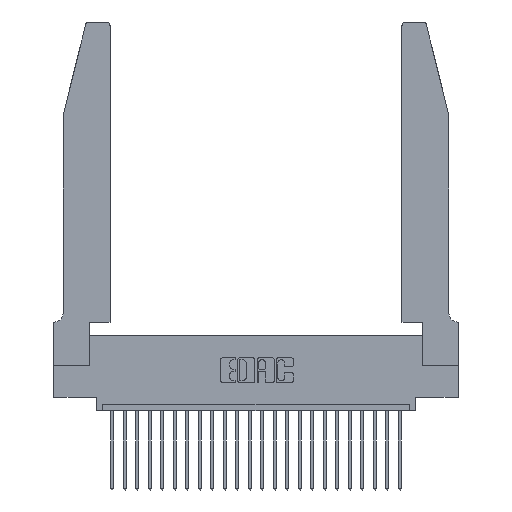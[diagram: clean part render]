
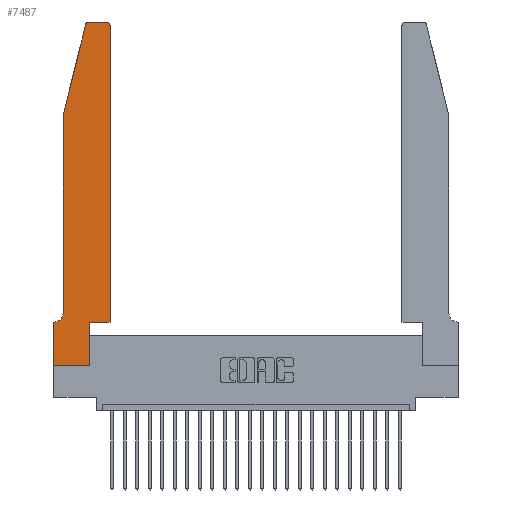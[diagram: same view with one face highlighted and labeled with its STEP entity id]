
A CAD part, top view. The second image highlights one B-rep face of the part: STEP entity #7487.
In plain terms, the highlighted planar face has unit normal (0, 0, 1).
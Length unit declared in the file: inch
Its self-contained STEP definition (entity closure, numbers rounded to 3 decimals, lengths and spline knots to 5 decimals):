
#161 = ORIENTED_EDGE ( 'NONE', *, *, #18559, .T. ) ;
#237 = CARTESIAN_POINT ( 'NONE',  ( 0.2865, 0.35, 0.37 ) ) ;
#254 = VERTEX_POINT ( 'NONE', #25293 ) ;
#313 = LINE ( 'NONE', #24987, #13523 ) ;
#408 = CARTESIAN_POINT ( 'NONE',  ( 0., 0., 0.37 ) ) ;
#512 = CARTESIAN_POINT ( 'NONE',  ( 0.0055, 0.35, 0.37 ) ) ;
#912 = DIRECTION ( 'NONE',  ( 0., -1., 0. ) ) ;
#1394 = VERTEX_POINT ( 'NONE', #512 ) ;
#1497 = ORIENTED_EDGE ( 'NONE', *, *, #3652, .T. ) ;
#1605 = VECTOR ( 'NONE', #11314, 39.37008 ) ;
#1743 = CARTESIAN_POINT ( 'NONE',  ( 0., 0., 0.37 ) ) ;
#1966 = VERTEX_POINT ( 'NONE', #24384 ) ;
#2078 = EDGE_CURVE ( 'NONE', #254, #15413, #8913, .T. ) ;
#2097 = VECTOR ( 'NONE', #14540, 39.37008 ) ;
#2184 = LINE ( 'NONE', #17121, #16622 ) ;
#2672 = LINE ( 'NONE', #237, #22846 ) ;
#2744 = VERTEX_POINT ( 'NONE', #24743 ) ;
#2962 = DIRECTION ( 'NONE',  ( -1., 0., 0. ) ) ;
#3272 = DIRECTION ( 'NONE',  ( -0.239, -0.971, 0. ) ) ;
#3439 = VECTOR ( 'NONE', #2962, 39.37008 ) ;
#3628 = EDGE_CURVE ( 'NONE', #24121, #16859, #13855, .T. ) ;
#3640 = AXIS2_PLACEMENT_3D ( 'NONE', #22354, #18573, #20470 ) ;
#3652 = EDGE_CURVE ( 'NONE', #2744, #24121, #13248, .T. ) ;
#3773 = ORIENTED_EDGE ( 'NONE', *, *, #19177, .T. ) ;
#3925 = VERTEX_POINT ( 'NONE', #6526 ) ;
#4053 = EDGE_LOOP ( 'NONE', ( #10063, #9691, #16857, #18290, #3773, #5624, #15733, #14089, #7952, #161, #18011, #1497 ) ) ;
#4135 = EDGE_CURVE ( 'NONE', #15413, #17061, #313, .T. ) ;
#5010 = LINE ( 'NONE', #22481, #1605 ) ;
#5175 = VECTOR ( 'NONE', #912, 39.37008 ) ;
#5624 = ORIENTED_EDGE ( 'NONE', *, *, #20283, .T. ) ;
#6110 = VECTOR ( 'NONE', #20494, 39.37008 ) ;
#6356 = CARTESIAN_POINT ( 'NONE',  ( 0.2865, 0., 0.37 ) ) ;
#6526 = CARTESIAN_POINT ( 'NONE',  ( 0.2865, 0.35, 0.37 ) ) ;
#6654 = VERTEX_POINT ( 'NONE', #12776 ) ;
#7101 = CARTESIAN_POINT ( 'NONE',  ( 0.0755, 2., 0.37 ) ) ;
#7323 = CIRCLE ( 'NONE', #15262, 0.03 ) ;
#7487 = ADVANCED_FACE ( 'NONE', ( #13639 ), #16314, .T. ) ;
#7535 = DIRECTION ( 'NONE',  ( -1., 0., 0. ) ) ;
#7952 = ORIENTED_EDGE ( 'NONE', *, *, #23973, .T. ) ;
#8262 = DIRECTION ( 'NONE',  ( 0., 1., 0. ) ) ;
#8737 = DIRECTION ( 'NONE',  ( 0., 0., 1. ) ) ;
#8913 = LINE ( 'NONE', #408, #2097 ) ;
#9409 = LINE ( 'NONE', #11512, #13353 ) ;
#9691 = ORIENTED_EDGE ( 'NONE', *, *, #17289, .T. ) ;
#10063 = ORIENTED_EDGE ( 'NONE', *, *, #3628, .T. ) ;
#10066 = CARTESIAN_POINT ( 'NONE',  ( 0.25487, 2.72718, 0.37 ) ) ;
#10320 = CIRCLE ( 'NONE', #16635, 0.07 ) ;
#10550 = CARTESIAN_POINT ( 'NONE',  ( 0.2605, 2.75, 0.37 ) ) ;
#10951 = CARTESIAN_POINT ( 'NONE',  ( 0.284, 2.75, 0.37 ) ) ;
#11314 = DIRECTION ( 'NONE',  ( -1., 0., 0. ) ) ;
#11489 = DIRECTION ( 'NONE',  ( 0., 0., 1. ) ) ;
#11512 = CARTESIAN_POINT ( 'NONE',  ( 0.4505, 0.35, 0.37 ) ) ;
#12701 = EDGE_CURVE ( 'NONE', #18772, #1966, #2184, .T. ) ;
#12776 = CARTESIAN_POINT ( 'NONE',  ( 0.0755, 0.42, 0.37 ) ) ;
#13248 = CIRCLE ( 'NONE', #18138, 0.03 ) ;
#13353 = VECTOR ( 'NONE', #17114, 39.37008 ) ;
#13523 = VECTOR ( 'NONE', #15410, 39.37008 ) ;
#13639 = FACE_OUTER_BOUND ( 'NONE', #4053, .T. ) ;
#13855 = LINE ( 'NONE', #10550, #3439 ) ;
#14089 = ORIENTED_EDGE ( 'NONE', *, *, #4135, .T. ) ;
#14540 = DIRECTION ( 'NONE',  ( 0., -1., 0. ) ) ;
#14687 = LINE ( 'NONE', #18516, #6110 ) ;
#15023 = CARTESIAN_POINT ( 'NONE',  ( 0.4505, 0.35, 0.37 ) ) ;
#15262 = AXIS2_PLACEMENT_3D ( 'NONE', #17508, #11489, #25401 ) ;
#15393 = CARTESIAN_POINT ( 'NONE',  ( 0.0055, 0.42, 0.37 ) ) ;
#15410 = DIRECTION ( 'NONE',  ( 1., 0., 0. ) ) ;
#15413 = VERTEX_POINT ( 'NONE', #1743 ) ;
#15733 = ORIENTED_EDGE ( 'NONE', *, *, #2078, .T. ) ;
#16314 = PLANE ( 'NONE',  #3640 ) ;
#16413 = CARTESIAN_POINT ( 'NONE',  ( 0.4205, 2.72, 0.37 ) ) ;
#16622 = VECTOR ( 'NONE', #3272, 39.37008 ) ;
#16635 = AXIS2_PLACEMENT_3D ( 'NONE', #15393, #19197, #7535 ) ;
#16857 = ORIENTED_EDGE ( 'NONE', *, *, #12701, .T. ) ;
#16859 = VERTEX_POINT ( 'NONE', #10951 ) ;
#17061 = VERTEX_POINT ( 'NONE', #6356 ) ;
#17114 = DIRECTION ( 'NONE',  ( 1., 0., 0. ) ) ;
#17121 = CARTESIAN_POINT ( 'NONE',  ( 0.0755, 2., 0.37 ) ) ;
#17289 = EDGE_CURVE ( 'NONE', #16859, #18772, #7323, .T. ) ;
#17508 = CARTESIAN_POINT ( 'NONE',  ( 0.284, 2.72, 0.37 ) ) ;
#18011 = ORIENTED_EDGE ( 'NONE', *, *, #22531, .T. ) ;
#18138 = AXIS2_PLACEMENT_3D ( 'NONE', #16413, #8737, #22530 ) ;
#18290 = ORIENTED_EDGE ( 'NONE', *, *, #22901, .T. ) ;
#18311 = CARTESIAN_POINT ( 'NONE',  ( 0.4205, 2.75, 0.37 ) ) ;
#18516 = CARTESIAN_POINT ( 'NONE',  ( 0.4505, 0.35, 0.37 ) ) ;
#18559 = EDGE_CURVE ( 'NONE', #3925, #20788, #9409, .T. ) ;
#18573 = DIRECTION ( 'NONE',  ( 0., 0., 1. ) ) ;
#18772 = VERTEX_POINT ( 'NONE', #10066 ) ;
#19177 = EDGE_CURVE ( 'NONE', #6654, #1394, #10320, .T. ) ;
#19197 = DIRECTION ( 'NONE',  ( 0., 0., -1. ) ) ;
#19820 = LINE ( 'NONE', #7101, #5175 ) ;
#20283 = EDGE_CURVE ( 'NONE', #1394, #254, #5010, .T. ) ;
#20470 = DIRECTION ( 'NONE',  ( 1., 0., 0. ) ) ;
#20494 = DIRECTION ( 'NONE',  ( 0., 1., 0. ) ) ;
#20788 = VERTEX_POINT ( 'NONE', #15023 ) ;
#22354 = CARTESIAN_POINT ( 'NONE',  ( 0., 0.35, 0.37 ) ) ;
#22481 = CARTESIAN_POINT ( 'NONE',  ( 0.0755, 0.35, 0.37 ) ) ;
#22530 = DIRECTION ( 'NONE',  ( 1., 0., 0. ) ) ;
#22531 = EDGE_CURVE ( 'NONE', #20788, #2744, #14687, .T. ) ;
#22846 = VECTOR ( 'NONE', #8262, 39.37008 ) ;
#22901 = EDGE_CURVE ( 'NONE', #1966, #6654, #19820, .T. ) ;
#23973 = EDGE_CURVE ( 'NONE', #17061, #3925, #2672, .T. ) ;
#24121 = VERTEX_POINT ( 'NONE', #18311 ) ;
#24384 = CARTESIAN_POINT ( 'NONE',  ( 0.0755, 2., 0.37 ) ) ;
#24743 = CARTESIAN_POINT ( 'NONE',  ( 0.4505, 2.72, 0.37 ) ) ;
#24987 = CARTESIAN_POINT ( 'NONE',  ( 0., 0., 0.37 ) ) ;
#25293 = CARTESIAN_POINT ( 'NONE',  ( 0., 0.35, 0.37 ) ) ;
#25401 = DIRECTION ( 'NONE',  ( 1., 0., 0. ) ) ;
